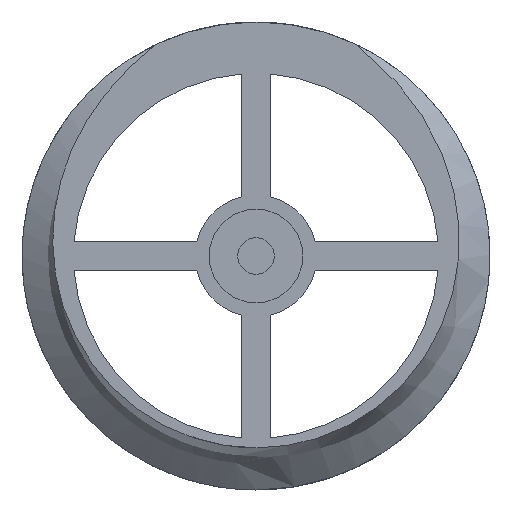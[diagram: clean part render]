
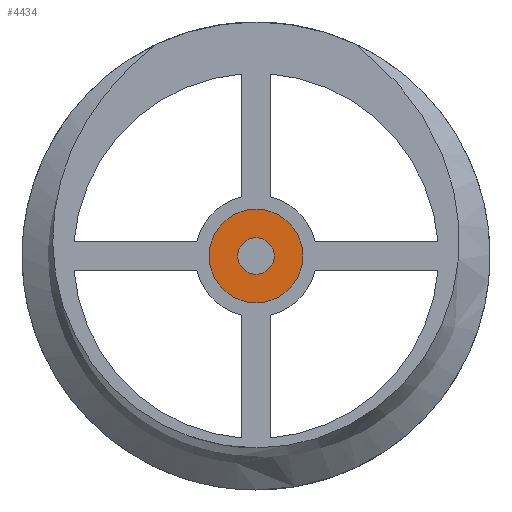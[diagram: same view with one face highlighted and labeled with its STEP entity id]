
A CAD part, front view. The second image highlights one B-rep face of the part: STEP entity #4434.
In plain terms, the highlighted planar face has unit normal (0, -1, 0).
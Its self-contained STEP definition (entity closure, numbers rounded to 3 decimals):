
#990 = CARTESIAN_POINT ( 'NONE',  ( 0., 1., 1.95 ) ) ;
#1101 = AXIS2_PLACEMENT_3D ( 'NONE', #1926, #3778, #6256 ) ;
#1172 = DIRECTION ( 'NONE',  ( 0., -1., 0. ) ) ;
#1314 = DIRECTION ( 'NONE',  ( 0., -1., 0. ) ) ;
#1771 = CARTESIAN_POINT ( 'NONE',  ( 0., 1., 0. ) ) ;
#1926 = CARTESIAN_POINT ( 'NONE',  ( 0., 1., 0. ) ) ;
#2012 = CARTESIAN_POINT ( 'NONE',  ( 0., 1., 5. ) ) ;
#2209 = DIRECTION ( 'NONE',  ( 0., 0., -1. ) ) ;
#2315 = EDGE_CURVE ( 'NONE', #2316, #9129, #11731, .T. ) ;
#2316 = VERTEX_POINT ( 'NONE', #2012 ) ;
#3574 = FACE_OUTER_BOUND ( 'NONE', #10975, .T. ) ;
#3751 = DIRECTION ( 'NONE',  ( 0., -1., 0. ) ) ;
#3778 = DIRECTION ( 'NONE',  ( 0., -1., 0. ) ) ;
#3781 = AXIS2_PLACEMENT_3D ( 'NONE', #11134, #1172, #6703 ) ;
#4215 = AXIS2_PLACEMENT_3D ( 'NONE', #4974, #1314, #2209 ) ;
#4434 = ADVANCED_FACE ( 'NONE', ( #10070, #3574 ), #9225, .T. ) ;
#4974 = CARTESIAN_POINT ( 'NONE',  ( 0., 1., 0. ) ) ;
#5438 = DIRECTION ( 'NONE',  ( 0., -1., 0. ) ) ;
#5506 = DIRECTION ( 'NONE',  ( 0., 0., -1. ) ) ;
#5719 = CIRCLE ( 'NONE', #3781, 1.95 ) ;
#5828 = ORIENTED_EDGE ( 'NONE', *, *, #9290, .T. ) ;
#6256 = DIRECTION ( 'NONE',  ( 0., 0., -1. ) ) ;
#6283 = CIRCLE ( 'NONE', #1101, 5. ) ;
#6703 = DIRECTION ( 'NONE',  ( 0., 0., -1. ) ) ;
#7312 = VERTEX_POINT ( 'NONE', #9713 ) ;
#7448 = EDGE_CURVE ( 'NONE', #7312, #8328, #9781, .T. ) ;
#7480 = AXIS2_PLACEMENT_3D ( 'NONE', #11751, #3751, #5506 ) ;
#7493 = ORIENTED_EDGE ( 'NONE', *, *, #7448, .F. ) ;
#8097 = AXIS2_PLACEMENT_3D ( 'NONE', #1771, #5438, #9099 ) ;
#8328 = VERTEX_POINT ( 'NONE', #990 ) ;
#8516 = EDGE_CURVE ( 'NONE', #8328, #7312, #5719, .T. ) ;
#8777 = EDGE_LOOP ( 'NONE', ( #7493, #10026 ) ) ;
#9099 = DIRECTION ( 'NONE',  ( 0., 0., -1. ) ) ;
#9129 = VERTEX_POINT ( 'NONE', #11775 ) ;
#9225 = PLANE ( 'NONE',  #7480 ) ;
#9290 = EDGE_CURVE ( 'NONE', #9129, #2316, #6283, .T. ) ;
#9713 = CARTESIAN_POINT ( 'NONE',  ( 0., 1., -1.95 ) ) ;
#9781 = CIRCLE ( 'NONE', #4215, 1.95 ) ;
#10026 = ORIENTED_EDGE ( 'NONE', *, *, #8516, .F. ) ;
#10070 = FACE_BOUND ( 'NONE', #8777, .T. ) ;
#10975 = EDGE_LOOP ( 'NONE', ( #5828, #11530 ) ) ;
#11134 = CARTESIAN_POINT ( 'NONE',  ( 0., 1., 0. ) ) ;
#11530 = ORIENTED_EDGE ( 'NONE', *, *, #2315, .T. ) ;
#11731 = CIRCLE ( 'NONE', #8097, 5. ) ;
#11751 = CARTESIAN_POINT ( 'NONE',  ( 0., 1., 0. ) ) ;
#11775 = CARTESIAN_POINT ( 'NONE',  ( 0., 1., -5. ) ) ;
